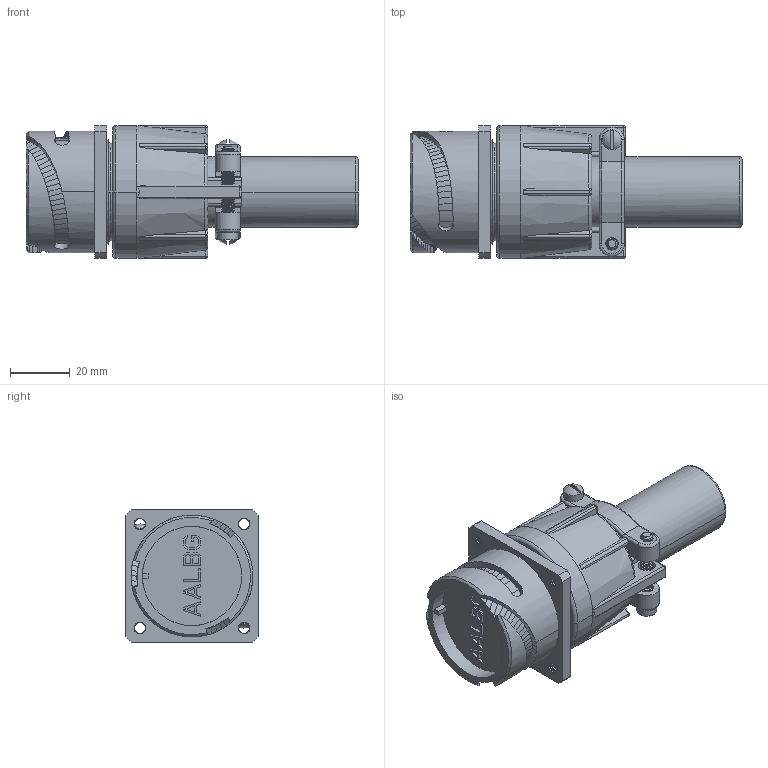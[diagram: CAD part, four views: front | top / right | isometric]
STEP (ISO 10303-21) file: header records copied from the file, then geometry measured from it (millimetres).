
FILE_DESCRIPTION((''),'2;1');
FILE_NAME('VG95234J-24_SW0001','2023-03-06T14:42:02',('paultorloting'),('NET AG system integration'),'CREO PARAMETRIC BY PTC INC, 2021404','CREO PARAMETRIC BY PTC INC, 2021404','');
FILE_SCHEMA(('AUTOMOTIVE_DESIGN { 1 0 10303 214 1 1 1 1 }'));
Length unit declared in the file: millimetre
Products named in the file (1): VG95234J-24_SW0001
Bounding box: 111.47 x 44.65 x 44.65 mm (x, y, z)
Volume: 88899.4 mm3; surface area: 26988.6 mm2
Topology: 1 solids, 1 shells, 1065 faces, 2868 edges, 1817 vertices
Faces by surface type: plane 387, bspline 295, cylinder 289, cone 48, torus 30, sphere 16
Entity records: 67292 total; most frequent: CARTESIAN_POINT 37255, ORIENTED_EDGE 5736, DIRECTION 3760, EDGE_CURVE 2868, VERTEX_POINT 1817, VECTOR 1471, LINE 1471, AXIS2_PLACEMENT_3D 1143
